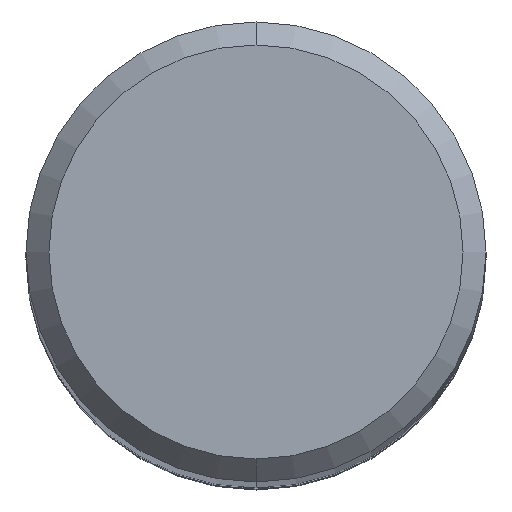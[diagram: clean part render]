
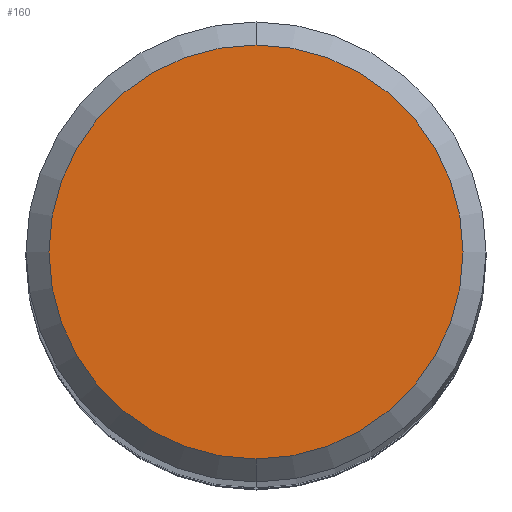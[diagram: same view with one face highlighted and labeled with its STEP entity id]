
A CAD part, top view. The second image highlights one B-rep face of the part: STEP entity #160.
In plain terms, the highlighted planar face has unit normal (0, 0, 1).
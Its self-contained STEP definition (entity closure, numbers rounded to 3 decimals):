
#126=VERTEX_POINT('',#267);
#150=VERTEX_POINT('',#295);
#160=ADVANCED_FACE('',(#306),#307,.T.);
#192=EDGE_CURVE('',#126,#150,#343,.T.);
#208=EDGE_CURVE('',#150,#126,#361,.T.);
#267=CARTESIAN_POINT('',(0.,-5.4,0.0));
#295=CARTESIAN_POINT('',(0.0,5.4,0.0));
#306=FACE_OUTER_BOUND('',#471,.T.);
#307=PLANE('',#472);
#343=CIRCLE('',#515,5.4);
#361=CIRCLE('',#538,5.4);
#471=EDGE_LOOP('',(#644,#645));
#472=AXIS2_PLACEMENT_3D('',#646,#647,#648);
#515=AXIS2_PLACEMENT_3D('',#689,#690,#691);
#538=AXIS2_PLACEMENT_3D('',#713,#714,#715);
#644=ORIENTED_EDGE('',*,*,#208,.F.);
#645=ORIENTED_EDGE('',*,*,#192,.F.);
#646=CARTESIAN_POINT('',(0.0,2.7,0.0));
#647=DIRECTION('',(-0.0,0.0,1.0));
#648=DIRECTION('',(0.0,-1.0,0.0));
#689=CARTESIAN_POINT('',(0.0,0.0,0.0));
#690=DIRECTION('',(0.0,0.0,-1.0));
#691=DIRECTION('',(0.0,1.0,0.0));
#713=CARTESIAN_POINT('',(0.0,0.0,0.0));
#714=DIRECTION('',(0.0,0.0,-1.0));
#715=DIRECTION('',(0.0,1.0,0.0));
